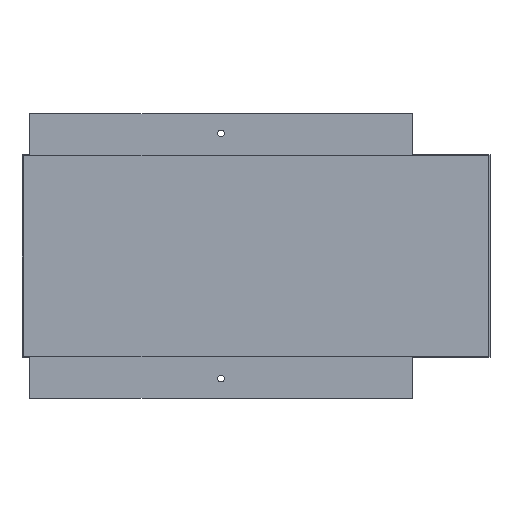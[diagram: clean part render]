
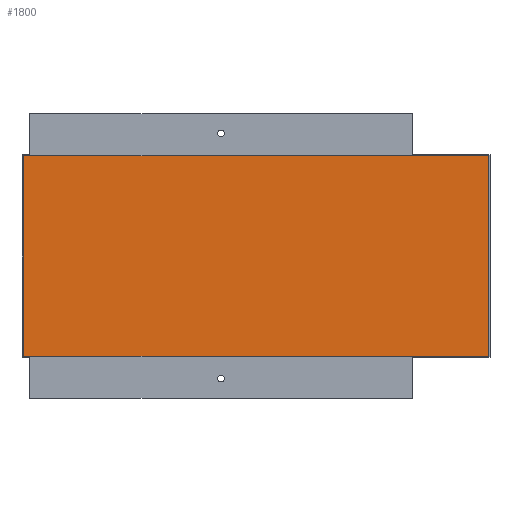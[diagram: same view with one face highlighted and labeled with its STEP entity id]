
A CAD part, front view. The second image highlights one B-rep face of the part: STEP entity #1800.
In plain terms, the highlighted planar face has unit normal (0, -1, 0).
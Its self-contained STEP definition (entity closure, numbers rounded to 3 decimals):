
#38 = CARTESIAN_POINT ( 'NONE',  ( 354.2, 100.2, 0.8 ) ) ;
#86 = CARTESIAN_POINT ( 'NONE',  ( 354.2, 100.2, 152.8 ) ) ;
#100 = CARTESIAN_POINT ( 'NONE',  ( 0.8, 100.2, 152.8 ) ) ;
#187 = AXIS2_PLACEMENT_3D ( 'NONE', #1210, #1218, #1220 ) ;
#262 = LINE ( 'NONE', #2101, #265 ) ;
#265 = VECTOR ( 'NONE', #2112, 1000. ) ;
#332 = LINE ( 'NONE', #2270, #336 ) ;
#333 = EDGE_CURVE ( 'NONE', #2251, #2237, #262, .T. ) ;
#336 = VECTOR ( 'NONE', #1738, 1000. ) ;
#365 = LINE ( 'NONE', #963, #370 ) ;
#370 = VECTOR ( 'NONE', #965, 1000. ) ;
#371 = LINE ( 'NONE', #967, #375 ) ;
#375 = VECTOR ( 'NONE', #968, 1000. ) ;
#470 = VERTEX_POINT ( 'NONE', #1770 ) ;
#487 = EDGE_LOOP ( 'NONE', ( #1112, #1110, #1108, #1106 ) ) ;
#963 = CARTESIAN_POINT ( 'NONE',  ( 0.8, 100.2, 153.6 ) ) ;
#965 = DIRECTION ( 'NONE',  ( 0., 0., -1. ) ) ;
#967 = CARTESIAN_POINT ( 'NONE',  ( 0., 100.2, 0.8 ) ) ;
#968 = DIRECTION ( 'NONE',  ( -1., 0., 0. ) ) ;
#1106 = ORIENTED_EDGE ( 'NONE', *, *, #1354, .F. ) ;
#1108 = ORIENTED_EDGE ( 'NONE', *, *, #1365, .F. ) ;
#1110 = ORIENTED_EDGE ( 'NONE', *, *, #1363, .T. ) ;
#1112 = ORIENTED_EDGE ( 'NONE', *, *, #333, .F. ) ;
#1210 = CARTESIAN_POINT ( 'NONE',  ( 0., 100.2, 153.6 ) ) ;
#1215 = PLANE ( 'NONE',  #187 ) ;
#1218 = DIRECTION ( 'NONE',  ( 0., 1., 0. ) ) ;
#1220 = DIRECTION ( 'NONE',  ( 0., 0., 1. ) ) ;
#1354 = EDGE_CURVE ( 'NONE', #2237, #1952, #332, .T. ) ;
#1363 = EDGE_CURVE ( 'NONE', #2251, #470, #365, .T. ) ;
#1365 = EDGE_CURVE ( 'NONE', #1952, #470, #371, .T. ) ;
#1738 = DIRECTION ( 'NONE',  ( 0., 0., -1. ) ) ;
#1770 = CARTESIAN_POINT ( 'NONE',  ( 0.8, 100.2, 0.8 ) ) ;
#1800 = ADVANCED_FACE ( 'NONE', ( #2015 ), #1215, .F. ) ;
#1952 = VERTEX_POINT ( 'NONE', #38 ) ;
#2015 = FACE_OUTER_BOUND ( 'NONE', #487, .T. ) ;
#2101 = CARTESIAN_POINT ( 'NONE',  ( 0., 100.2, 152.8 ) ) ;
#2112 = DIRECTION ( 'NONE',  ( 1., 0., 0. ) ) ;
#2237 = VERTEX_POINT ( 'NONE', #86 ) ;
#2251 = VERTEX_POINT ( 'NONE', #100 ) ;
#2270 = CARTESIAN_POINT ( 'NONE',  ( 354.2, 100.2, 153.6 ) ) ;
